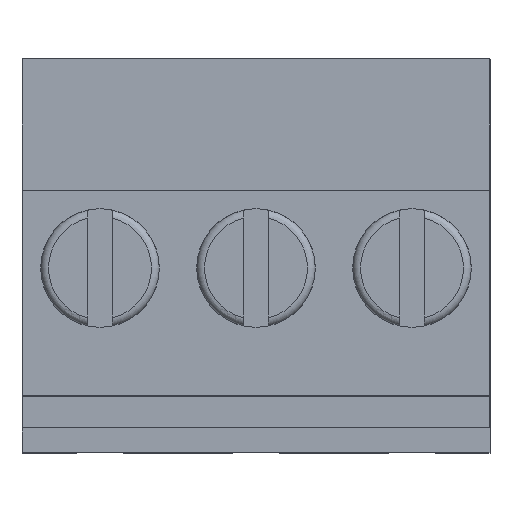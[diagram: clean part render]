
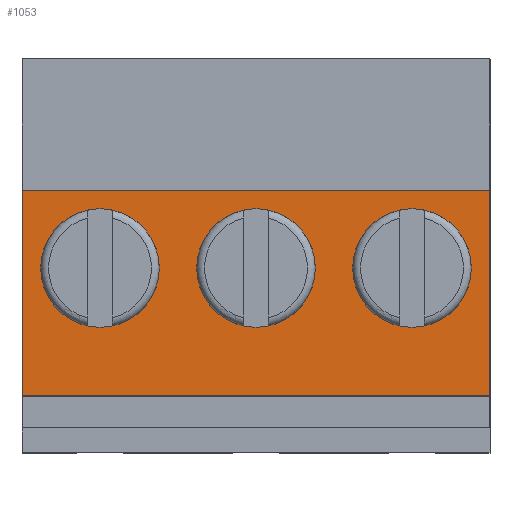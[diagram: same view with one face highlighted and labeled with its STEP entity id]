
A CAD part, top view. The second image highlights one B-rep face of the part: STEP entity #1053.
In plain terms, the highlighted planar face has unit normal (0, 0, 1).
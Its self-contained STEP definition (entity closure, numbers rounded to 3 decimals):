
#1053 = ADVANCED_FACE( '', ( #2250, #2251, #2252, #2253 ), #2254, .T. );
#2250 = FACE_BOUND( '', #3650, .T. );
#2251 = FACE_OUTER_BOUND( '', #3651, .T. );
#2252 = FACE_BOUND( '', #3652, .T. );
#2253 = FACE_BOUND( '', #3653, .T. );
#2254 = PLANE( '', #3654 );
#3650 = EDGE_LOOP( '', ( #6457 ) );
#3651 = EDGE_LOOP( '', ( #6458, #6459, #6460, #6461 ) );
#3652 = EDGE_LOOP( '', ( #6462 ) );
#3653 = EDGE_LOOP( '', ( #6463 ) );
#3654 = AXIS2_PLACEMENT_3D( '', #6464, #6465, #6466 );
#6457 = ORIENTED_EDGE( '', *, *, #9177, .T. );
#6458 = ORIENTED_EDGE( '', *, *, #9738, .F. );
#6459 = ORIENTED_EDGE( '', *, *, #9739, .F. );
#6460 = ORIENTED_EDGE( '', *, *, #9679, .T. );
#6461 = ORIENTED_EDGE( '', *, *, #9696, .T. );
#6462 = ORIENTED_EDGE( '', *, *, #9740, .T. );
#6463 = ORIENTED_EDGE( '', *, *, #9286, .T. );
#6464 = CARTESIAN_POINT( '', ( 7.5, -4.5, 9.025 ) );
#6465 = DIRECTION( '', ( 0., 0., 1. ) );
#6466 = DIRECTION( '', ( 1., 0., 0. ) );
#9177 = EDGE_CURVE( '', #11271, #11271, #11272, .T. );
#9286 = EDGE_CURVE( '', #11454, #11454, #11455, .T. );
#9679 = EDGE_CURVE( '', #12045, #12051, #12053, .T. );
#9696 = EDGE_CURVE( '', #12051, #12076, #12078, .T. );
#9738 = EDGE_CURVE( '', #12135, #12076, #12136, .T. );
#9739 = EDGE_CURVE( '', #12045, #12135, #12137, .T. );
#9740 = EDGE_CURVE( '', #12138, #12138, #12139, .T. );
#11271 = VERTEX_POINT( '', #14187 );
#11272 = CIRCLE( '', #14188, 1.9 );
#11454 = VERTEX_POINT( '', #14438 );
#11455 = CIRCLE( '', #14439, 1.9 );
#12045 = VERTEX_POINT( '', #15324 );
#12051 = VERTEX_POINT( '', #15335 );
#12053 = LINE( '', #15338, #15339 );
#12076 = VERTEX_POINT( '', #15372 );
#12078 = LINE( '', #15375, #15376 );
#12135 = VERTEX_POINT( '', #15457 );
#12136 = LINE( '', #15458, #15459 );
#12137 = LINE( '', #15460, #15461 );
#12138 = VERTEX_POINT( '', #15462 );
#12139 = CIRCLE( '', #15463, 1.9 );
#14187 = CARTESIAN_POINT( '', ( -1.9, -0.4, 9.025 ) );
#14188 = AXIS2_PLACEMENT_3D( '', #16900, #16901, #16902 );
#14438 = CARTESIAN_POINT( '', ( -6.9, -0.4, 9.025 ) );
#14439 = AXIS2_PLACEMENT_3D( '', #17040, #17041, #17042 );
#15324 = CARTESIAN_POINT( '', ( 7.5, -4.5, 9.025 ) );
#15335 = CARTESIAN_POINT( '', ( 7.5, 2.1, 9.025 ) );
#15338 = CARTESIAN_POINT( '', ( 7.5, -4.5, 9.025 ) );
#15339 = VECTOR( '', #17414, 1000. );
#15372 = CARTESIAN_POINT( '', ( -7.5, 2.1, 9.025 ) );
#15375 = CARTESIAN_POINT( '', ( 7.5, 2.1, 9.025 ) );
#15376 = VECTOR( '', #17426, 1000. );
#15457 = CARTESIAN_POINT( '', ( -7.5, -4.5, 9.025 ) );
#15458 = CARTESIAN_POINT( '', ( -7.5, -4.5, 9.025 ) );
#15459 = VECTOR( '', #17466, 1000. );
#15460 = CARTESIAN_POINT( '', ( 7.5, -4.5, 9.025 ) );
#15461 = VECTOR( '', #17467, 1000. );
#15462 = CARTESIAN_POINT( '', ( 3.1, -0.4, 9.025 ) );
#15463 = AXIS2_PLACEMENT_3D( '', #17468, #17469, #17470 );
#16900 = CARTESIAN_POINT( '', ( 0., -0.4, 9.025 ) );
#16901 = DIRECTION( '', ( 0., 0., -1. ) );
#16902 = DIRECTION( '', ( -1., 0., 0. ) );
#17040 = CARTESIAN_POINT( '', ( -5., -0.4, 9.025 ) );
#17041 = DIRECTION( '', ( 0., 0., -1. ) );
#17042 = DIRECTION( '', ( -1., 0., 0. ) );
#17414 = DIRECTION( '', ( 0., 1., 0. ) );
#17426 = DIRECTION( '', ( -1., 0., 0. ) );
#17466 = DIRECTION( '', ( 0., 1., 0. ) );
#17467 = DIRECTION( '', ( -1., 0., 0. ) );
#17468 = CARTESIAN_POINT( '', ( 5., -0.4, 9.025 ) );
#17469 = DIRECTION( '', ( 0., 0., -1. ) );
#17470 = DIRECTION( '', ( -1., 0., 0. ) );
